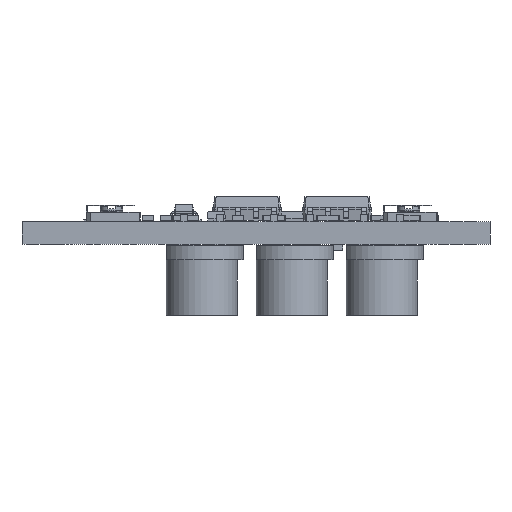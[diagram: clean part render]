
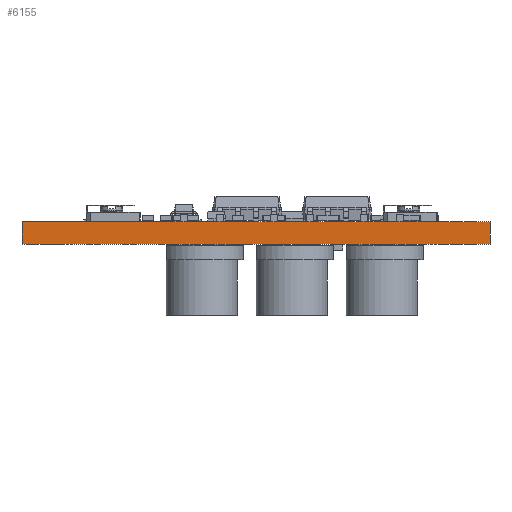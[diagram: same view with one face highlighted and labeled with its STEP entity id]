
A CAD part, left-side view. The second image highlights one B-rep face of the part: STEP entity #6155.
In plain terms, the highlighted planar face has unit normal (-1, 0, 0).
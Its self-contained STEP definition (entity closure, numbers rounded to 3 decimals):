
#2208 = VERTEX_POINT('',#2209);
#2209 = CARTESIAN_POINT('',(-15.875,-13.51,13.4));
#2226 = VERTEX_POINT('',#2227);
#2227 = CARTESIAN_POINT('',(-15.875,19.51,13.4));
#2233 = EDGE_CURVE('',#2226,#2208,#2234,.T.);
#2234 = LINE('',#2235,#2236);
#2235 = CARTESIAN_POINT('',(-15.875,19.51,13.4));
#2236 = VECTOR('',#2237,1.);
#2237 = DIRECTION('',(0.,-1.,0.));
#6128 = EDGE_CURVE('',#2208,#6129,#6131,.T.);
#6129 = VERTEX_POINT('',#6130);
#6130 = CARTESIAN_POINT('',(-15.875,-13.51,11.8));
#6131 = LINE('',#6132,#6133);
#6132 = CARTESIAN_POINT('',(-15.875,-13.51,13.4));
#6133 = VECTOR('',#6134,1.);
#6134 = DIRECTION('',(0.,0.,-1.));
#6155 = ADVANCED_FACE('',(#6156),#6174,.T.);
#6156 = FACE_BOUND('',#6157,.T.);
#6157 = EDGE_LOOP('',(#6158,#6166,#6172,#6173));
#6158 = ORIENTED_EDGE('',*,*,#6159,.T.);
#6159 = EDGE_CURVE('',#2226,#6160,#6162,.T.);
#6160 = VERTEX_POINT('',#6161);
#6161 = CARTESIAN_POINT('',(-15.875,19.51,11.8));
#6162 = LINE('',#6163,#6164);
#6163 = CARTESIAN_POINT('',(-15.875,19.51,13.4));
#6164 = VECTOR('',#6165,1.);
#6165 = DIRECTION('',(0.,0.,-1.));
#6166 = ORIENTED_EDGE('',*,*,#6167,.T.);
#6167 = EDGE_CURVE('',#6160,#6129,#6168,.T.);
#6168 = LINE('',#6169,#6170);
#6169 = CARTESIAN_POINT('',(-15.875,19.51,11.8));
#6170 = VECTOR('',#6171,1.);
#6171 = DIRECTION('',(0.,-1.,0.));
#6172 = ORIENTED_EDGE('',*,*,#6128,.F.);
#6173 = ORIENTED_EDGE('',*,*,#2233,.F.);
#6174 = PLANE('',#6175);
#6175 = AXIS2_PLACEMENT_3D('',#6176,#6177,#6178);
#6176 = CARTESIAN_POINT('',(-15.875,19.51,13.4));
#6177 = DIRECTION('',(-1.,0.,0.));
#6178 = DIRECTION('',(0.,-1.,0.));
